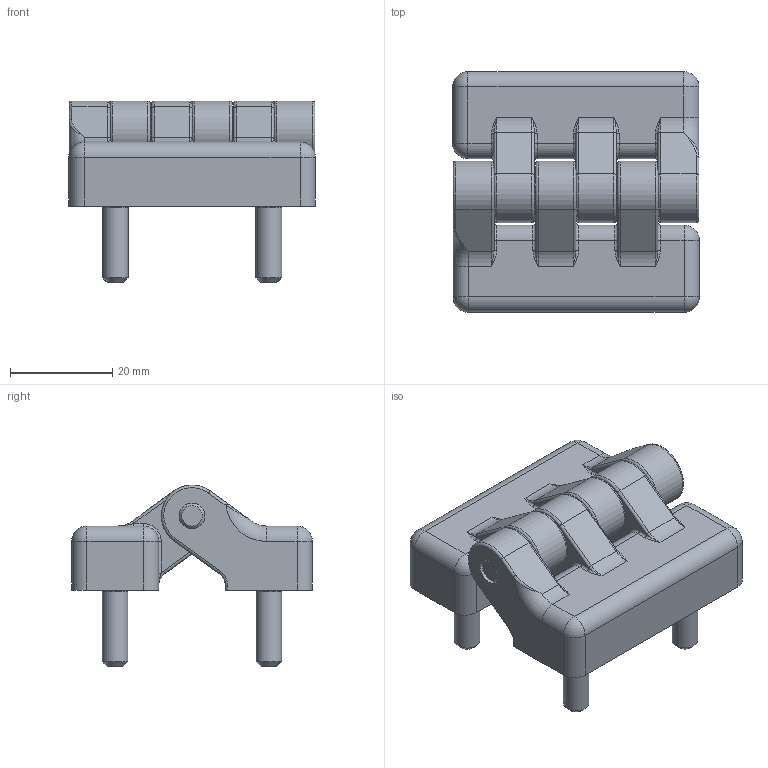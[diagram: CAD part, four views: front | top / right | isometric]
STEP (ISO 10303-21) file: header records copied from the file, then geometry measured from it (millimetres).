
FILE_DESCRIPTION( ( 'Unknown' ), '1' );
FILE_NAME( '6388200_C48C.stp', 'Unknown', ( 'Unknown' ), ( 'Unknown' ), 'PSStep 14.0', 'Unknown', ' ' );
FILE_SCHEMA( ( 'AUTOMOTIVE_DESIGN { 1 0 10303 214 1 1 1 1 }' ) );
Length unit declared in the file: millimetre
Products named in the file (1): 8900309
Bounding box: 48.2 x 47 x 35.48 mm (x, y, z)
Volume: 25962.3 mm3; surface area: 12169 mm2
Topology: 1 solids, 5 shells, 314 faces, 772 edges, 446 vertices
Faces by surface type: cylinder 130, plane 88, torus 58, bspline 22, cone 10, sphere 6
Full cylindrical faces by diameter (mm): 5 x12
Entity records: 14470 total; most frequent: CARTESIAN_POINT 4807, DIRECTION 1586, ORIENTED_EDGE 1402, EDGE_CURVE 701, AXIS2_PLACEMENT_3D 636, VERTEX_POINT 437, EDGE_LOOP 370, CIRCLE 343
